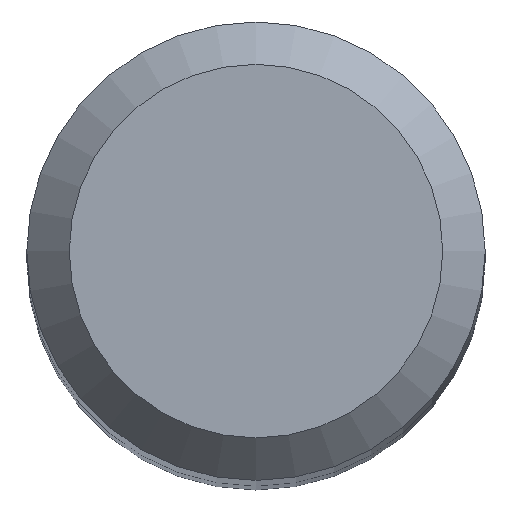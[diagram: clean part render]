
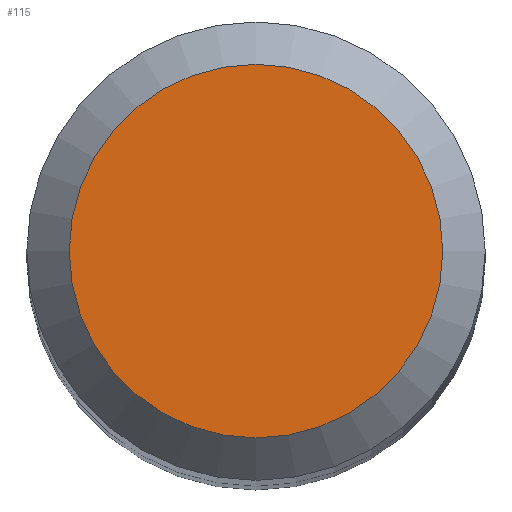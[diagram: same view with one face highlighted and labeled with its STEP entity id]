
A CAD part, top view. The second image highlights one B-rep face of the part: STEP entity #115.
In plain terms, the highlighted planar face has unit normal (0, 0, 1).
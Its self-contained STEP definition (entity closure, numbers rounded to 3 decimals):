
#26 = PLANE ( 'NONE',  #38 ) ;
#28 = CARTESIAN_POINT ( 'NONE',  ( 0., 0., 66. ) ) ;
#29 = DIRECTION ( 'NONE',  ( 0., 0., -1. ) ) ;
#38 = AXIS2_PLACEMENT_3D ( 'NONE', #165, #29, #203 ) ;
#54 = CIRCLE ( 'NONE', #191, 2.2 ) ;
#62 = VERTEX_POINT ( 'NONE', #120 ) ;
#85 = FACE_OUTER_BOUND ( 'NONE', #184, .T. ) ;
#101 = DIRECTION ( 'NONE',  ( 0., 1., 0. ) ) ;
#102 = DIRECTION ( 'NONE',  ( 0., 0., -1. ) ) ;
#115 = ADVANCED_FACE ( 'NONE', ( #85 ), #26, .F. ) ;
#120 = CARTESIAN_POINT ( 'NONE',  ( 0., 2.2, 66. ) ) ;
#121 = EDGE_CURVE ( 'NONE', #62, #62, #54, .T. ) ;
#165 = CARTESIAN_POINT ( 'NONE',  ( 0., 0., 66. ) ) ;
#179 = ORIENTED_EDGE ( 'NONE', *, *, #121, .F. ) ;
#184 = EDGE_LOOP ( 'NONE', ( #179 ) ) ;
#191 = AXIS2_PLACEMENT_3D ( 'NONE', #28, #102, #101 ) ;
#203 = DIRECTION ( 'NONE',  ( 0., 1., 0. ) ) ;
